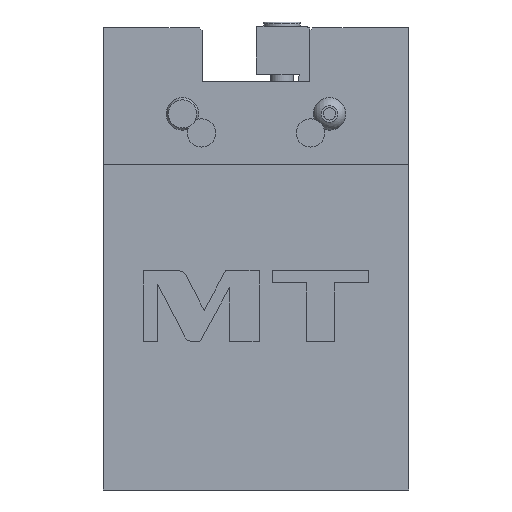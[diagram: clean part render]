
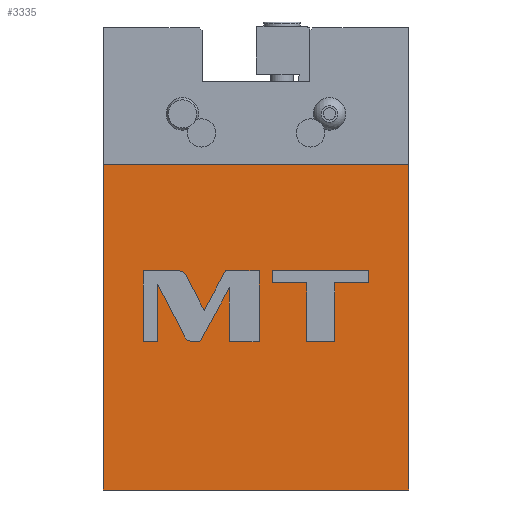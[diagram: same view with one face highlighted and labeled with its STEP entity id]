
A CAD part, left-side view. The second image highlights one B-rep face of the part: STEP entity #3335.
In plain terms, the highlighted planar face has unit normal (-1, 0, 0).
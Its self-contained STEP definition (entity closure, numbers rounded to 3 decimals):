
#454=DIRECTION('',(0.,0.,1.));
#455=VECTOR('',#454,115.);
#456=CARTESIAN_POINT('',(-36.,54.,-65.));
#457=LINE('',#456,#455);
#842=DIRECTION('',(0.,0.,1.));
#843=VECTOR('',#842,115.);
#844=CARTESIAN_POINT('',(-36.,-54.,-65.));
#845=LINE('',#844,#843);
#893=DIRECTION('',(0.,-1.,0.));
#894=VECTOR('',#893,108.);
#895=CARTESIAN_POINT('',(-36.,54.,-65.));
#896=LINE('',#895,#894);
#901=DIRECTION('',(0.,-1.,0.));
#902=VECTOR('',#901,108.);
#903=CARTESIAN_POINT('',(-36.,54.,50.));
#904=LINE('',#903,#902);
#905=CARTESIAN_POINT('',(-36.,24.713,10.872));
#906=CARTESIAN_POINT('',(-36.,25.232,11.876));
#907=CARTESIAN_POINT('',(-36.,26.257,12.5));
#908=CARTESIAN_POINT('',(-36.,27.387,12.5));
#910=DIRECTION('',(0.,1.,0.));
#911=VECTOR('',#910,12.568);
#912=CARTESIAN_POINT('',(-36.,27.387,12.5));
#913=LINE('',#912,#911);
#914=DIRECTION('',(0.,0.,-1.));
#915=VECTOR('',#914,25.);
#916=CARTESIAN_POINT('',(-36.,39.955,12.5));
#917=LINE('',#916,#915);
#918=DIRECTION('',(0.,-1.,0.));
#919=VECTOR('',#918,5.2);
#920=CARTESIAN_POINT('',(-36.,39.955,-12.5));
#921=LINE('',#920,#919);
#922=DIRECTION('',(0.,0.,1.));
#923=VECTOR('',#922,20.253);
#924=CARTESIAN_POINT('',(-36.,34.755,-12.5));
#925=LINE('',#924,#923);
#926=DIRECTION('',(0.,-0.459,-0.888));
#927=VECTOR('',#926,20.967);
#928=CARTESIAN_POINT('',(-36.,34.755,7.753));
#929=LINE('',#928,#927);
#930=CARTESIAN_POINT('',(-36.,25.125,-10.872));
#931=CARTESIAN_POINT('',(-36.,24.605,-11.877));
#932=CARTESIAN_POINT('',(-36.,23.579,-12.5));
#933=CARTESIAN_POINT('',(-36.,22.448,-12.5));
#935=DIRECTION('',(0.,-1.,0.));
#936=VECTOR('',#935,2.608);
#937=CARTESIAN_POINT('',(-36.,22.448,-12.5));
#938=LINE('',#937,#936);
#939=DIRECTION('',(0.,-0.481,0.877));
#940=VECTOR('',#939,21.691);
#941=CARTESIAN_POINT('',(-36.,19.84,-12.5));
#942=LINE('',#941,#940);
#943=DIRECTION('',(0.,0.,-1.));
#944=VECTOR('',#943,19.015);
#945=CARTESIAN_POINT('',(-36.,9.402,6.515));
#946=LINE('',#945,#944);
#947=DIRECTION('',(0.,-1.,0.));
#948=VECTOR('',#947,10.52);
#949=CARTESIAN_POINT('',(-36.,9.402,-12.5));
#950=LINE('',#949,#948);
#951=DIRECTION('',(0.,0.,1.));
#952=VECTOR('',#951,25.);
#953=CARTESIAN_POINT('',(-36.,-1.118,-12.5));
#954=LINE('',#953,#952);
#955=DIRECTION('',(0.,1.,0.));
#956=VECTOR('',#955,11.86);
#957=CARTESIAN_POINT('',(-36.,-1.118,12.5));
#958=LINE('',#957,#956);
#959=DIRECTION('',(0.,0.481,-0.877));
#960=VECTOR('',#959,15.851);
#961=CARTESIAN_POINT('',(-36.,10.742,12.5));
#962=LINE('',#961,#960);
#963=DIRECTION('',(0.,0.459,0.888));
#964=VECTOR('',#963,13.81);
#965=CARTESIAN_POINT('',(-36.,18.37,-1.395));
#966=LINE('',#965,#964);
#967=DIRECTION('',(0.,0.,-1.));
#968=VECTOR('',#967,20.743);
#969=CARTESIAN_POINT('',(-36.,-17.931,8.243));
#970=LINE('',#969,#968);
#971=DIRECTION('',(0.,-1.,0.));
#972=VECTOR('',#971,9.903);
#973=CARTESIAN_POINT('',(-36.,-17.931,-12.5));
#974=LINE('',#973,#972);
#975=DIRECTION('',(0.,0.,1.));
#976=VECTOR('',#975,20.743);
#977=CARTESIAN_POINT('',(-36.,-27.834,-12.5));
#978=LINE('',#977,#976);
#979=DIRECTION('',(0.,-1.,0.));
#980=VECTOR('',#979,12.12);
#981=CARTESIAN_POINT('',(-36.,-27.834,8.243));
#982=LINE('',#981,#980);
#983=DIRECTION('',(0.,0.,1.));
#984=VECTOR('',#983,4.257);
#985=CARTESIAN_POINT('',(-36.,-39.954,8.243));
#986=LINE('',#985,#984);
#987=DIRECTION('',(0.,1.,0.));
#988=VECTOR('',#987,34.143);
#989=CARTESIAN_POINT('',(-36.,-39.954,12.5));
#990=LINE('',#989,#988);
#991=DIRECTION('',(0.,0.,-1.));
#992=VECTOR('',#991,4.257);
#993=CARTESIAN_POINT('',(-36.,-5.811,12.5));
#994=LINE('',#993,#992);
#995=DIRECTION('',(0.,-1.,0.));
#996=VECTOR('',#995,12.12);
#997=CARTESIAN_POINT('',(-36.,-5.811,8.243));
#998=LINE('',#997,#996);
#1661=CARTESIAN_POINT('',(-36.,-54.,50.));
#1662=VERTEX_POINT('',#1661);
#1663=CARTESIAN_POINT('',(-36.,-54.,-65.));
#1664=VERTEX_POINT('',#1663);
#1665=CARTESIAN_POINT('',(-36.,54.,50.));
#1666=VERTEX_POINT('',#1665);
#1667=CARTESIAN_POINT('',(-36.,54.,-65.));
#1668=VERTEX_POINT('',#1667);
#2056=VERTEX_POINT('',#905);
#2057=VERTEX_POINT('',#908);
#2058=CARTESIAN_POINT('',(-36.,39.955,12.5));
#2059=VERTEX_POINT('',#2058);
#2060=CARTESIAN_POINT('',(-36.,39.955,-12.5));
#2061=VERTEX_POINT('',#2060);
#2062=CARTESIAN_POINT('',(-36.,34.755,-12.5));
#2063=VERTEX_POINT('',#2062);
#2064=CARTESIAN_POINT('',(-36.,34.755,7.753));
#2065=VERTEX_POINT('',#2064);
#2066=CARTESIAN_POINT('',(-36.,25.125,-10.872));
#2067=VERTEX_POINT('',#2066);
#2068=VERTEX_POINT('',#933);
#2069=CARTESIAN_POINT('',(-36.,19.84,-12.5));
#2070=VERTEX_POINT('',#2069);
#2071=CARTESIAN_POINT('',(-36.,9.402,6.515));
#2072=VERTEX_POINT('',#2071);
#2073=CARTESIAN_POINT('',(-36.,9.402,-12.5));
#2074=VERTEX_POINT('',#2073);
#2075=CARTESIAN_POINT('',(-36.,-1.118,-12.5));
#2076=VERTEX_POINT('',#2075);
#2077=CARTESIAN_POINT('',(-36.,-1.118,12.5));
#2078=VERTEX_POINT('',#2077);
#2079=CARTESIAN_POINT('',(-36.,10.742,12.5));
#2080=VERTEX_POINT('',#2079);
#2081=CARTESIAN_POINT('',(-36.,18.37,-1.395));
#2082=VERTEX_POINT('',#2081);
#2083=CARTESIAN_POINT('',(-36.,-17.931,8.243));
#2084=CARTESIAN_POINT('',(-36.,-17.931,-12.5));
#2085=VERTEX_POINT('',#2083);
#2086=VERTEX_POINT('',#2084);
#2087=CARTESIAN_POINT('',(-36.,-27.834,-12.5));
#2088=VERTEX_POINT('',#2087);
#2089=CARTESIAN_POINT('',(-36.,-27.834,8.243));
#2090=VERTEX_POINT('',#2089);
#2091=CARTESIAN_POINT('',(-36.,-39.954,8.243));
#2092=VERTEX_POINT('',#2091);
#2093=CARTESIAN_POINT('',(-36.,-39.954,12.5));
#2094=VERTEX_POINT('',#2093);
#2095=CARTESIAN_POINT('',(-36.,-5.811,12.5));
#2096=VERTEX_POINT('',#2095);
#2097=CARTESIAN_POINT('',(-36.,-5.811,8.243));
#2098=VERTEX_POINT('',#2097);
#3273=CARTESIAN_POINT('',(-36.,54.,50.));
#3274=DIRECTION('',(1.,0.,0.));
#3275=DIRECTION('',(0.,0.,-1.));
#3276=AXIS2_PLACEMENT_3D('',#3273,#3274,#3275);
#3277=PLANE('',#3276);
#3278=ORIENTED_EDGE('',*,*,#3179,.F.);
#3279=ORIENTED_EDGE('',*,*,#3265,.F.);
#3280=ORIENTED_EDGE('',*,*,#2618,.T.);
#3282=ORIENTED_EDGE('',*,*,#3281,.T.);
#3283=EDGE_LOOP('',(#3278,#3279,#3280,#3282));
#3284=FACE_OUTER_BOUND('',#3283,.F.);
#3286=ORIENTED_EDGE('',*,*,#3285,.T.);
#3288=ORIENTED_EDGE('',*,*,#3287,.T.);
#3290=ORIENTED_EDGE('',*,*,#3289,.T.);
#3292=ORIENTED_EDGE('',*,*,#3291,.T.);
#3294=ORIENTED_EDGE('',*,*,#3293,.T.);
#3296=ORIENTED_EDGE('',*,*,#3295,.T.);
#3298=ORIENTED_EDGE('',*,*,#3297,.T.);
#3300=ORIENTED_EDGE('',*,*,#3299,.T.);
#3302=ORIENTED_EDGE('',*,*,#3301,.T.);
#3304=ORIENTED_EDGE('',*,*,#3303,.T.);
#3306=ORIENTED_EDGE('',*,*,#3305,.T.);
#3308=ORIENTED_EDGE('',*,*,#3307,.T.);
#3310=ORIENTED_EDGE('',*,*,#3309,.T.);
#3312=ORIENTED_EDGE('',*,*,#3311,.T.);
#3314=ORIENTED_EDGE('',*,*,#3313,.T.);
#3315=EDGE_LOOP('',(#3286,#3288,#3290,#3292,#3294,#3296,#3298,#3300,#3302,#3304,
#3306,#3308,#3310,#3312,#3314));
#3316=FACE_BOUND('',#3315,.F.);
#3318=ORIENTED_EDGE('',*,*,#3317,.T.);
#3320=ORIENTED_EDGE('',*,*,#3319,.T.);
#3322=ORIENTED_EDGE('',*,*,#3321,.T.);
#3324=ORIENTED_EDGE('',*,*,#3323,.T.);
#3326=ORIENTED_EDGE('',*,*,#3325,.T.);
#3328=ORIENTED_EDGE('',*,*,#3327,.T.);
#3330=ORIENTED_EDGE('',*,*,#3329,.T.);
#3332=ORIENTED_EDGE('',*,*,#3331,.T.);
#3333=EDGE_LOOP('',(#3318,#3320,#3322,#3324,#3326,#3328,#3330,#3332));
#3334=FACE_BOUND('',#3333,.F.);
#3335=ADVANCED_FACE('',(#3284,#3316,#3334),#3277,.F.);
#909=B_SPLINE_CURVE_WITH_KNOTS('',3,(#905,#906,#907,#908),.UNSPECIFIED.,.F.,.F.,
(4,4),(0.,1.),.UNSPECIFIED.);
#934=B_SPLINE_CURVE_WITH_KNOTS('',3,(#930,#931,#932,#933),.UNSPECIFIED.,.F.,.F.,
(4,4),(0.,1.),.UNSPECIFIED.);
#2618=EDGE_CURVE('',#1668,#1666,#457,.T.);
#3179=EDGE_CURVE('',#1664,#1662,#845,.T.);
#3265=EDGE_CURVE('',#1668,#1664,#896,.T.);
#3281=EDGE_CURVE('',#1666,#1662,#904,.T.);
#3285=EDGE_CURVE('',#2056,#2057,#909,.T.);
#3287=EDGE_CURVE('',#2057,#2059,#913,.T.);
#3289=EDGE_CURVE('',#2059,#2061,#917,.T.);
#3291=EDGE_CURVE('',#2061,#2063,#921,.T.);
#3293=EDGE_CURVE('',#2063,#2065,#925,.T.);
#3295=EDGE_CURVE('',#2065,#2067,#929,.T.);
#3297=EDGE_CURVE('',#2067,#2068,#934,.T.);
#3299=EDGE_CURVE('',#2068,#2070,#938,.T.);
#3301=EDGE_CURVE('',#2070,#2072,#942,.T.);
#3303=EDGE_CURVE('',#2072,#2074,#946,.T.);
#3305=EDGE_CURVE('',#2074,#2076,#950,.T.);
#3307=EDGE_CURVE('',#2076,#2078,#954,.T.);
#3309=EDGE_CURVE('',#2078,#2080,#958,.T.);
#3311=EDGE_CURVE('',#2080,#2082,#962,.T.);
#3313=EDGE_CURVE('',#2082,#2056,#966,.T.);
#3317=EDGE_CURVE('',#2085,#2086,#970,.T.);
#3319=EDGE_CURVE('',#2086,#2088,#974,.T.);
#3321=EDGE_CURVE('',#2088,#2090,#978,.T.);
#3323=EDGE_CURVE('',#2090,#2092,#982,.T.);
#3325=EDGE_CURVE('',#2092,#2094,#986,.T.);
#3327=EDGE_CURVE('',#2094,#2096,#990,.T.);
#3329=EDGE_CURVE('',#2096,#2098,#994,.T.);
#3331=EDGE_CURVE('',#2098,#2085,#998,.T.);
